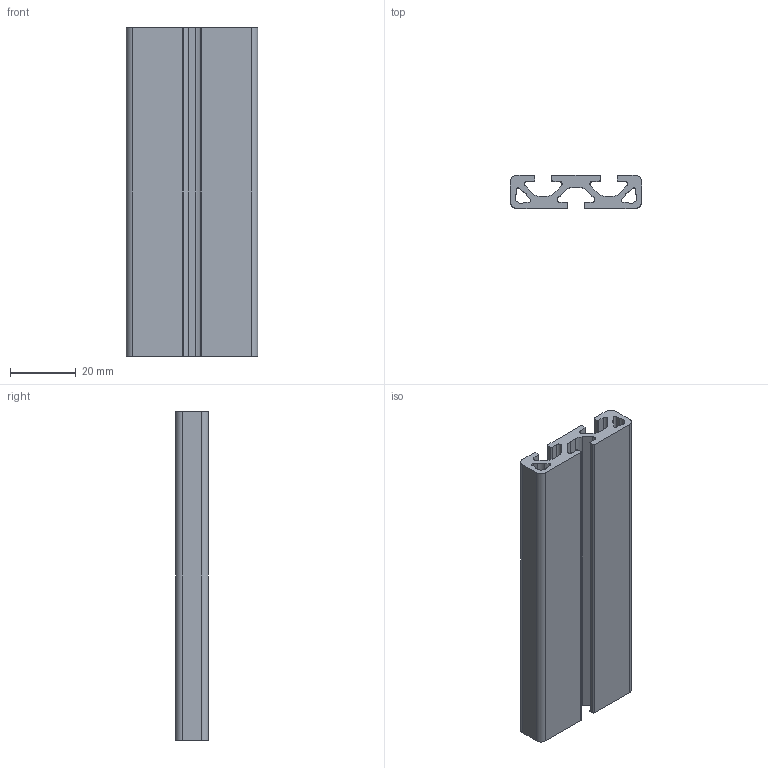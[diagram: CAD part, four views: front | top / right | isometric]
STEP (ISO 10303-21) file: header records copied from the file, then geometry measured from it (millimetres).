
FILE_DESCRIPTION(/* description */ ('Profil 40 x 10'),/* implementation_level */ '2;1');
FILE_NAME(/* name */ '102410.stp',/* time_stamp */ '2018-04-29T12:32:20+02:00',/* author */ ('Špaček'),/* organization */ ('Alutec K&K'),/* preprocessor_version */ 'ST-DEVELOPER v16.1',/* originating_system */ 'Autodesk Inventor 2016',/* authorisation */ '');
FILE_SCHEMA (('AUTOMOTIVE_DESIGN { 1 0 10303 214 3 1 1 }'));
Length unit declared in the file: millimetre
Products named in the file (1): 102410
Bounding box: 40 x 10 x 100 mm (x, y, z)
Volume: 21961.6 mm3; surface area: 19080.5 mm2
Topology: 1 solids, 1 shells, 74 faces, 216 edges, 144 vertices
Faces by surface type: plane 38, cylinder 36
Entity records: 2504 total; most frequent: DIRECTION 438, CARTESIAN_POINT 435, ORIENTED_EDGE 432, EDGE_CURVE 216, AXIS2_PLACEMENT_3D 147, LINE 144, VECTOR 144, VERTEX_POINT 144
